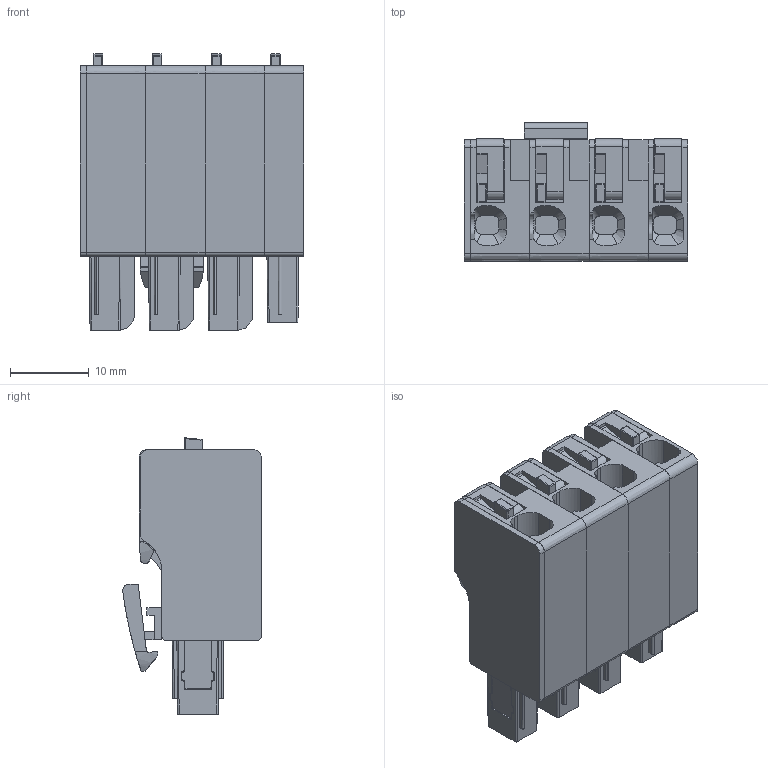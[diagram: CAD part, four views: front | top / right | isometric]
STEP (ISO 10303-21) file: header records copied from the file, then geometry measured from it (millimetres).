
FILE_DESCRIPTION(('CATIA V5 STEP Exchange','CAx-IF Rec.Pracs.--- Model Styling and Organization---1.4--- 2014-01-23'),'2;1');
FILE_NAME ('1361663-2_0_8000078355_8000078355.stp','2021-10-26T09:43:05+00:00',('none'),('Weidmueller'),'CATIA Version 5-6 Release 2016 SP3 HF44','CATIA V5 STEP AP214','none');
FILE_SCHEMA(('AUTOMOTIVE_DESIGN { 1 0 10303 214 1 1 1 1 }'));
Length unit declared in the file: millimetre
Products named in the file (1): 8000078355
Bounding box: 28.3 x 17.58 x 35 mm (x, y, z)
Volume: 9641.5 mm3; surface area: 9482.5 mm2
Topology: 14 solids, 14 shells, 1155 faces, 3205 edges, 2099 vertices
Faces by surface type: plane 673, cylinder 369, cone 38, sphere 32, bspline 20, torus 12, extrusion 11
Entity records: 39731 total; most frequent: CARTESIAN_POINT 11367, ORIENTED_EDGE 6346, DIRECTION 4892, EDGE_CURVE 3173, VERTEX_POINT 2099, VECTOR 2079, LINE 2068, AXIS2_PLACEMENT_3D 1690
